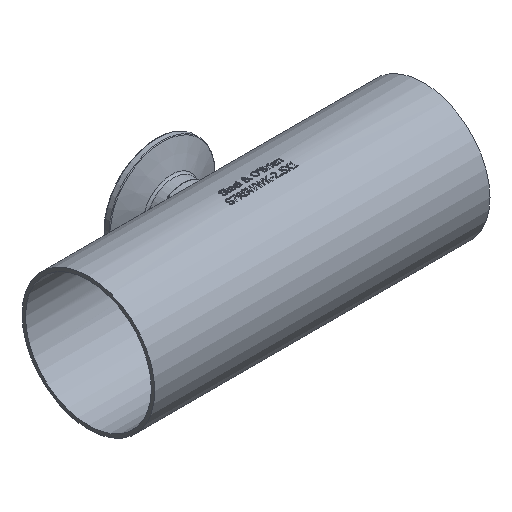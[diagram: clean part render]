
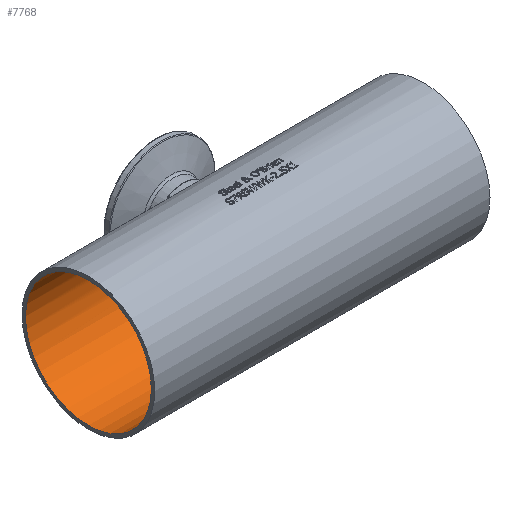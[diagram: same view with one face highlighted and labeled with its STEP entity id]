
A CAD part, isometric view. The second image highlights one B-rep face of the part: STEP entity #7768.
In plain terms, the highlighted cylindrical face has radius 30.099 mm (diameter 60.198 mm), a full revolution.
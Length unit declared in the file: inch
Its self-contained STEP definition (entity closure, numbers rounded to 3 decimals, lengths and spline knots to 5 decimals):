
#148=FACE_BOUND('',#1427,.T.);
#149=FACE_BOUND('',#1428,.T.);
#150=FACE_BOUND('',#1429,.T.);
#1427=EDGE_LOOP('',(#7208));
#1428=EDGE_LOOP('',(#7209));
#1429=EDGE_LOOP('',(#7210));
#1838=B_SPLINE_CURVE_WITH_KNOTS('',3,(#16906,#16907,#16908,#16909,#16910,
#16911,#16912,#16913,#16914,#16915,#16916,#16917,#16918,#16919,#16920,#16921,
#16922,#16923,#16924,#16925,#16926,#16927,#16928,#16929,#16930,#16931,#16932,
#16933,#16934,#16935,#16936,#16937,#16938,#16939),.UNSPECIFIED.,.T.,.F.,
(4,2,2,2,2,2,2,2,2,2,2,2,2,2,2,2,4),(0.,0.42064,0.84128,
1.26163,1.68198,2.10232,2.52267,2.94331,
3.36395,3.7846,4.20524,4.62558,5.04593,
5.46628,5.88663,6.30727,6.72791),
 .UNSPECIFIED.);
#3051=CIRCLE('',#8230,1.185);
#3052=CIRCLE('',#8231,1.185);
#3816=VERTEX_POINT('',#16905);
#3818=VERTEX_POINT('',#16943);
#3819=VERTEX_POINT('',#16945);
#4954=EDGE_CURVE('',#3816,#3816,#1838,.T.);
#4956=EDGE_CURVE('',#3818,#3818,#3051,.T.);
#4957=EDGE_CURVE('',#3819,#3819,#3052,.T.);
#7208=ORIENTED_EDGE('',*,*,#4954,.T.);
#7209=ORIENTED_EDGE('',*,*,#4956,.F.);
#7210=ORIENTED_EDGE('',*,*,#4957,.F.);
#7290=CYLINDRICAL_SURFACE('',#8229,1.185);
#7768=ADVANCED_FACE('',(#148,#149,#150),#7290,.F.);
#8229=AXIS2_PLACEMENT_3D('',#16942,#9685,#9686);
#8230=AXIS2_PLACEMENT_3D('',#16944,#9687,#9688);
#8231=AXIS2_PLACEMENT_3D('',#16946,#9689,#9690);
#9685=DIRECTION('center_axis',(-1.,0.,0.));
#9686=DIRECTION('ref_axis',(0.,0.,
1.));
#9687=DIRECTION('center_axis',(-1.,0.,0.));
#9688=DIRECTION('ref_axis',(0.,0.,
1.));
#9689=DIRECTION('center_axis',(1.,0.,0.));
#9690=DIRECTION('ref_axis',(0.,0.,
1.));
#16905=CARTESIAN_POINT('',(0.,1.10227,0.435));
#16906=CARTESIAN_POINT('Ctrl Pts',(0.,1.10227,
0.435));
#16907=CARTESIAN_POINT('Ctrl Pts',(0.0552,1.10227,
0.435));
#16908=CARTESIAN_POINT('Ctrl Pts',(0.11369,1.10685,0.42386));
#16909=CARTESIAN_POINT('Ctrl Pts',(0.22068,1.1229,0.37932));
#16910=CARTESIAN_POINT('Ctrl Pts',(0.26924,1.13408,0.34594));
#16911=CARTESIAN_POINT('Ctrl Pts',(0.34591,1.15468,0.26927));
#16912=CARTESIAN_POINT('Ctrl Pts',(0.37931,1.16552,0.2207));
#16913=CARTESIAN_POINT('Ctrl Pts',(0.42387,1.18077,0.11366));
#16914=CARTESIAN_POINT('Ctrl Pts',(0.435,1.185,0.05516));
#16915=CARTESIAN_POINT('Ctrl Pts',(0.435,1.185,-0.05516));
#16916=CARTESIAN_POINT('Ctrl Pts',(0.42387,1.18077,-0.11366));
#16917=CARTESIAN_POINT('Ctrl Pts',(0.37931,1.16552,-0.2207));
#16918=CARTESIAN_POINT('Ctrl Pts',(0.34591,1.15468,-0.26927));
#16919=CARTESIAN_POINT('Ctrl Pts',(0.26924,1.13408,-0.34594));
#16920=CARTESIAN_POINT('Ctrl Pts',(0.22068,1.1229,-0.37932));
#16921=CARTESIAN_POINT('Ctrl Pts',(0.11369,1.10685,-0.42386));
#16922=CARTESIAN_POINT('Ctrl Pts',(0.0552,1.10227,
-0.435));
#16923=CARTESIAN_POINT('Ctrl Pts',(-0.0552,1.10227,
-0.435));
#16924=CARTESIAN_POINT('Ctrl Pts',(-0.11369,1.10685,
-0.42386));
#16925=CARTESIAN_POINT('Ctrl Pts',(-0.22068,1.1229,-0.37932));
#16926=CARTESIAN_POINT('Ctrl Pts',(-0.26924,1.13408,
-0.34594));
#16927=CARTESIAN_POINT('Ctrl Pts',(-0.34591,1.15468,
-0.26927));
#16928=CARTESIAN_POINT('Ctrl Pts',(-0.37931,1.16552,
-0.2207));
#16929=CARTESIAN_POINT('Ctrl Pts',(-0.42387,1.18077,
-0.11366));
#16930=CARTESIAN_POINT('Ctrl Pts',(-0.435,1.185,-0.05516));
#16931=CARTESIAN_POINT('Ctrl Pts',(-0.435,1.185,0.05516));
#16932=CARTESIAN_POINT('Ctrl Pts',(-0.42387,1.18077,
0.11366));
#16933=CARTESIAN_POINT('Ctrl Pts',(-0.37931,1.16552,
0.2207));
#16934=CARTESIAN_POINT('Ctrl Pts',(-0.34591,1.15468,
0.26927));
#16935=CARTESIAN_POINT('Ctrl Pts',(-0.26924,1.13408,
0.34594));
#16936=CARTESIAN_POINT('Ctrl Pts',(-0.22068,1.1229,
0.37932));
#16937=CARTESIAN_POINT('Ctrl Pts',(-0.11369,1.10685,
0.42386));
#16938=CARTESIAN_POINT('Ctrl Pts',(-0.0552,1.10227,
0.435));
#16939=CARTESIAN_POINT('Ctrl Pts',(0.,1.10227,
0.435));
#16942=CARTESIAN_POINT('Origin',(3.156,0.,0.));
#16943=CARTESIAN_POINT('',(3.156,0.,-1.185));
#16944=CARTESIAN_POINT('Origin',(3.156,0.,0.));
#16945=CARTESIAN_POINT('',(-3.156,0.,-1.185));
#16946=CARTESIAN_POINT('Origin',(-3.156,0.,0.));
